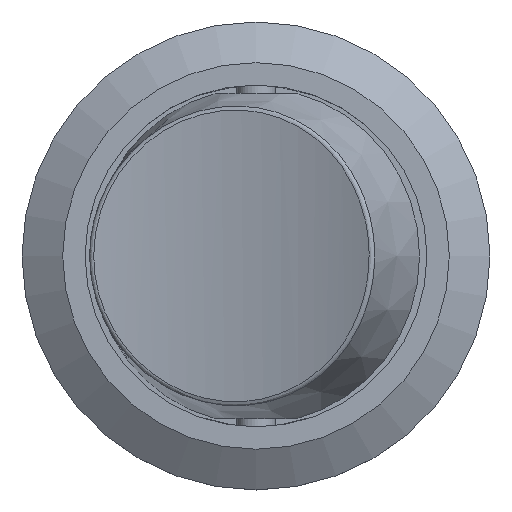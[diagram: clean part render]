
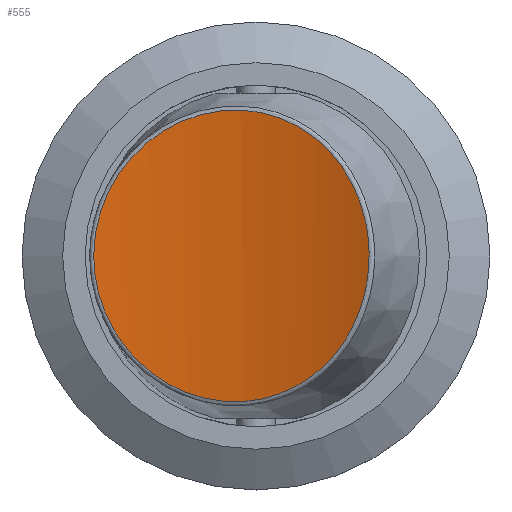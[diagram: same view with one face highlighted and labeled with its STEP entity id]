
A CAD part, top view. The second image highlights one B-rep face of the part: STEP entity #555.
In plain terms, the highlighted cylindrical face has radius 28.84 mm (diameter 57.68 mm), a partial arc.
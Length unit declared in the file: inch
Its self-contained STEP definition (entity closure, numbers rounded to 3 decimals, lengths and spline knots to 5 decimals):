
#428=CARTESIAN_POINT('',(-0.314,-0.00003,0.66708));
#429=VERTEX_POINT('',#428);
#438=CARTESIAN_POINT('',(-0.314,-0.00003,0.66708));
#439=CARTESIAN_POINT('',(-0.31399,0.04178,0.66708));
#440=CARTESIAN_POINT('',(-0.30454,0.08364,0.66683));
#441=CARTESIAN_POINT('',(-0.28667,0.12145,0.66697));
#442=CARTESIAN_POINT('',(-0.26881,0.15925,0.66712));
#443=CARTESIAN_POINT('',(-0.24255,0.19301,0.66774));
#444=CARTESIAN_POINT('',(-0.21045,0.21953,0.67017));
#445=CARTESIAN_POINT('',(-0.17836,0.24604,0.6726));
#446=CARTESIAN_POINT('',(-0.14044,0.26532,0.67693));
#447=CARTESIAN_POINT('',(-0.10063,0.27498,0.68389));
#448=CARTESIAN_POINT('',(-0.06082,0.28464,0.69085));
#449=CARTESIAN_POINT('',(-0.01912,0.28467,0.7005));
#450=CARTESIAN_POINT('',(0.01974,0.27503,0.71175));
#451=CARTESIAN_POINT('',(0.05861,0.26538,0.72301));
#452=CARTESIAN_POINT('',(0.09467,0.24606,0.73582));
#453=CARTESIAN_POINT('',(0.12457,0.21957,0.74774));
#454=CARTESIAN_POINT('',(0.15446,0.19307,0.75967));
#455=CARTESIAN_POINT('',(0.17823,0.15941,0.77061));
#456=CARTESIAN_POINT('',(0.1944,0.12157,0.77835));
#457=CARTESIAN_POINT('',(0.20518,0.09635,0.78352));
#458=CARTESIAN_POINT('',(0.21259,0.06928,0.78726));
#459=CARTESIAN_POINT('',(0.21624,0.04168,0.7891));
#460=CARTESIAN_POINT('',(0.22354,-0.01353,0.7928));
#461=CARTESIAN_POINT('',(0.21594,-0.07087,0.78868));
#462=CARTESIAN_POINT('',(0.19455,-0.1213,0.77843));
#463=CARTESIAN_POINT('',(0.18386,-0.14651,0.7733));
#464=CARTESIAN_POINT('',(0.16969,-0.17,0.76671));
#465=CARTESIAN_POINT('',(0.15252,-0.19067,0.75933));
#466=CARTESIAN_POINT('',(0.1182,-0.23201,0.74456));
#467=CARTESIAN_POINT('',(0.0718,-0.26208,0.72685));
#468=CARTESIAN_POINT('',(0.02006,-0.27498,0.71185));
#469=CARTESIAN_POINT('',(-0.01874,-0.28465,0.7006));
#470=CARTESIAN_POINT('',(-0.06055,-0.28466,0.6909));
#471=CARTESIAN_POINT('',(-0.1004,-0.27504,0.68393));
#472=CARTESIAN_POINT('',(-0.14026,-0.26542,0.67696));
#473=CARTESIAN_POINT('',(-0.17814,-0.24617,0.67262));
#474=CARTESIAN_POINT('',(-0.21025,-0.21967,0.67019));
#475=CARTESIAN_POINT('',(-0.24236,-0.19318,0.66775));
#476=CARTESIAN_POINT('',(-0.26869,-0.15943,0.66713));
#477=CARTESIAN_POINT('',(-0.2866,-0.1216,0.66698));
#478=CARTESIAN_POINT('',(-0.30451,-0.08378,0.66683));
#479=CARTESIAN_POINT('',(-0.314,-0.04186,0.66708));
#480=CARTESIAN_POINT('',(-0.314,-0.00003,0.66708));
#481=B_SPLINE_CURVE_WITH_KNOTS('',3,(#438,#439,#440,#441,#442,#443,#444,#445,#446,#447,#448,#449,#450,#451,#452,#453,#454,#455,#456,#457,#458,#459,#460,#461,#462,#463,#464,#465,#466,#467,#468,#469,#470,#471,#472,#473,#474,#475,#476,#477,#478,#479,#480),.UNSPECIFIED.,.T.,.U.,(4,3,3,3,3,3,3,3,3,3,3,3,3,3,4),(0.0,0.07142,0.14285,0.21428,0.28571,0.35714,0.42857,0.47619,0.57142,0.61904,0.71428,0.78571,0.85714,0.92857,1.0),.UNSPECIFIED.);
#482=EDGE_CURVE('',#429,#429,#481,.T.);
#547=CARTESIAN_POINT('',(-0.29612,-0.31038,1.80237));
#548=DIRECTION('',(0.0,1.0,0.0));
#549=DIRECTION('',(-0.46,0.0,0.888));
#550=AXIS2_PLACEMENT_3D('',#547,#548,#549);
#551=CYLINDRICAL_SURFACE('',#550,1.13544);
#552=ORIENTED_EDGE('',*,*,#482,.F.);
#553=EDGE_LOOP('',(#552));
#554=FACE_OUTER_BOUND('',#553,.T.);
#555=ADVANCED_FACE('',(#554),#551,.F.);
